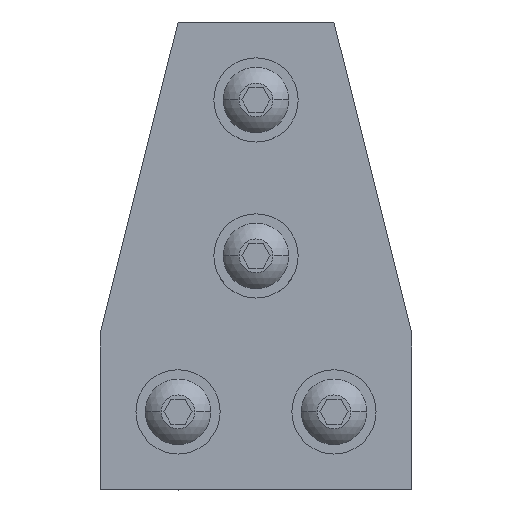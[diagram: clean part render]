
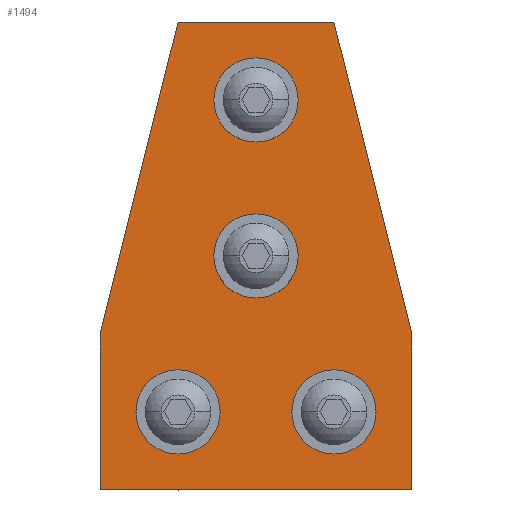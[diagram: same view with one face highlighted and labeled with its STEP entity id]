
A CAD part, top view. The second image highlights one B-rep face of the part: STEP entity #1494.
In plain terms, the highlighted planar face has unit normal (0, 0, 1).
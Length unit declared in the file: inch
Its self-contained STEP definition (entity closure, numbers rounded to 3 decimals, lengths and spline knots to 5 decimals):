
#4 = ORIENTED_EDGE ( 'NONE', *, *, #1962, .F. ) ;
#8 = EDGE_CURVE ( 'NONE', #2005, #51, #124, .T. ) ;
#21 = EDGE_CURVE ( 'NONE', #51, #345, #239, .T. ) ;
#50 = VERTEX_POINT ( 'NONE', #524 ) ;
#51 = VERTEX_POINT ( 'NONE', #525 ) ;
#56 = EDGE_CURVE ( 'NONE', #1595, #50, #674, .T. ) ;
#68 = CIRCLE ( 'NONE', #69, 0.1285 ) ;
#69 = AXIS2_PLACEMENT_3D ( 'NONE', #70, #71, #74 ) ;
#70 = CARTESIAN_POINT ( 'NONE',  ( 1., 2.5, 0.188 ) ) ;
#71 = DIRECTION ( 'NONE',  ( 0., 0., 1. ) ) ;
#74 = DIRECTION ( 'NONE',  ( 1., 0., 0. ) ) ;
#124 = LINE ( 'NONE', #125, #126 ) ;
#125 = CARTESIAN_POINT ( 'NONE',  ( 2., 0., 0.188 ) ) ;
#126 = VECTOR ( 'NONE', #127, 39.37008 ) ;
#127 = DIRECTION ( 'NONE',  ( 0., 1., 0. ) ) ;
#138 = CIRCLE ( 'NONE', #139, 0.1285 ) ;
#139 = AXIS2_PLACEMENT_3D ( 'NONE', #142, #143, #144 ) ;
#142 = CARTESIAN_POINT ( 'NONE',  ( 0.5, 0.5, 0.188 ) ) ;
#143 = DIRECTION ( 'NONE',  ( 0., 0., 1. ) ) ;
#144 = DIRECTION ( 'NONE',  ( 1., 0., 0. ) ) ;
#195 = ORIENTED_EDGE ( 'NONE', *, *, #1866, .F. ) ;
#201 = CARTESIAN_POINT ( 'NONE',  ( 0., 0., 0.188 ) ) ;
#211 = FACE_BOUND ( 'NONE', #1341, .T. ) ;
#212 = FACE_BOUND ( 'NONE', #669, .T. ) ;
#214 = FACE_BOUND ( 'NONE', #1409, .T. ) ;
#215 = FACE_BOUND ( 'NONE', #2075, .T. ) ;
#216 = FACE_OUTER_BOUND ( 'NONE', #1977, .T. ) ;
#217 = PLANE ( 'NONE',  #218 ) ;
#218 = AXIS2_PLACEMENT_3D ( 'NONE', #219, #220, #221 ) ;
#219 = CARTESIAN_POINT ( 'NONE',  ( 0., 0., 0.188 ) ) ;
#220 = DIRECTION ( 'NONE',  ( 0., 0., 1. ) ) ;
#221 = DIRECTION ( 'NONE',  ( 1., 0., 0. ) ) ;
#228 = CARTESIAN_POINT ( 'NONE',  ( 1.6285, 0.5, 0.188 ) ) ;
#230 = EDGE_CURVE ( 'NONE', #1929, #2023, #795, .T. ) ;
#239 = LINE ( 'NONE', #240, #241 ) ;
#240 = CARTESIAN_POINT ( 'NONE',  ( 2., 1., 0.188 ) ) ;
#241 = VECTOR ( 'NONE', #242, 39.37008 ) ;
#242 = DIRECTION ( 'NONE',  ( -0.243, 0.97, 0. ) ) ;
#260 = CARTESIAN_POINT ( 'NONE',  ( 0.8715, 1.5, 0.188 ) ) ;
#286 = CIRCLE ( 'NONE', #287, 0.1285 ) ;
#287 = AXIS2_PLACEMENT_3D ( 'NONE', #288, #289, #290 ) ;
#288 = CARTESIAN_POINT ( 'NONE',  ( 1.5, 0.5, 0.188 ) ) ;
#289 = DIRECTION ( 'NONE',  ( 0., 0., 1. ) ) ;
#290 = DIRECTION ( 'NONE',  ( 1., 0., 0. ) ) ;
#318 = CARTESIAN_POINT ( 'NONE',  ( 2., 0., 0.188 ) ) ;
#345 = VERTEX_POINT ( 'NONE', #862 ) ;
#346 = ORIENTED_EDGE ( 'NONE', *, *, #230, .F. ) ;
#379 = CIRCLE ( 'NONE', #380, 0.1285 ) ;
#380 = AXIS2_PLACEMENT_3D ( 'NONE', #381, #382, #383 ) ;
#381 = CARTESIAN_POINT ( 'NONE',  ( 0.5, 0.5, 0.188 ) ) ;
#382 = DIRECTION ( 'NONE',  ( 0., 0., 1. ) ) ;
#383 = DIRECTION ( 'NONE',  ( 1., 0., 0. ) ) ;
#395 = EDGE_CURVE ( 'NONE', #1986, #2070, #867, .T. ) ;
#468 = CARTESIAN_POINT ( 'NONE',  ( 0.8715, 2.5, 0.188 ) ) ;
#495 = LINE ( 'NONE', #496, #497 ) ;
#496 = CARTESIAN_POINT ( 'NONE',  ( 0., 0., 0.188 ) ) ;
#497 = VECTOR ( 'NONE', #502, 39.37008 ) ;
#502 = DIRECTION ( 'NONE',  ( 1., 0., 0. ) ) ;
#523 = CARTESIAN_POINT ( 'NONE',  ( 1.1285, 2.5, 0.188 ) ) ;
#524 = CARTESIAN_POINT ( 'NONE',  ( 1.1285, 1.5, 0.188 ) ) ;
#525 = CARTESIAN_POINT ( 'NONE',  ( 2., 1., 0.188 ) ) ;
#619 = VERTEX_POINT ( 'NONE', #948 ) ;
#669 = EDGE_LOOP ( 'NONE', ( #195, #1800 ) ) ;
#674 = CIRCLE ( 'NONE', #675, 0.1285 ) ;
#675 = AXIS2_PLACEMENT_3D ( 'NONE', #676, #677, #678 ) ;
#676 = CARTESIAN_POINT ( 'NONE',  ( 1., 1.5, 0.188 ) ) ;
#677 = DIRECTION ( 'NONE',  ( 0., 0., 1. ) ) ;
#678 = DIRECTION ( 'NONE',  ( 1., 0., 0. ) ) ;
#795 = CIRCLE ( 'NONE', #796, 0.1285 ) ;
#796 = AXIS2_PLACEMENT_3D ( 'NONE', #797, #798, #799 ) ;
#797 = CARTESIAN_POINT ( 'NONE',  ( 1., 2.5, 0.188 ) ) ;
#798 = DIRECTION ( 'NONE',  ( 0., 0., 1. ) ) ;
#799 = DIRECTION ( 'NONE',  ( 1., 0., 0. ) ) ;
#847 = LINE ( 'NONE', #848, #849 ) ;
#848 = CARTESIAN_POINT ( 'NONE',  ( 1.5, 3., 0.188 ) ) ;
#849 = VECTOR ( 'NONE', #850, 39.37008 ) ;
#850 = DIRECTION ( 'NONE',  ( -1., 0., 0. ) ) ;
#862 = CARTESIAN_POINT ( 'NONE',  ( 1.5, 3., 0.188 ) ) ;
#867 = CIRCLE ( 'NONE', #868, 0.1285 ) ;
#868 = AXIS2_PLACEMENT_3D ( 'NONE', #869, #870, #871 ) ;
#869 = CARTESIAN_POINT ( 'NONE',  ( 1.5, 0.5, 0.188 ) ) ;
#870 = DIRECTION ( 'NONE',  ( 0., 0., 1. ) ) ;
#871 = DIRECTION ( 'NONE',  ( 1., 0., 0. ) ) ;
#900 = CARTESIAN_POINT ( 'NONE',  ( 0., 1., 0.188 ) ) ;
#924 = CIRCLE ( 'NONE', #925, 0.1285 ) ;
#925 = AXIS2_PLACEMENT_3D ( 'NONE', #926, #927, #928 ) ;
#926 = CARTESIAN_POINT ( 'NONE',  ( 1., 1.5, 0.188 ) ) ;
#927 = DIRECTION ( 'NONE',  ( 0., 0., 1. ) ) ;
#928 = DIRECTION ( 'NONE',  ( 1., 0., 0. ) ) ;
#934 = CARTESIAN_POINT ( 'NONE',  ( 1.3715, 0.5, 0.188 ) ) ;
#940 = ORIENTED_EDGE ( 'NONE', *, *, #395, .F. ) ;
#947 = CARTESIAN_POINT ( 'NONE',  ( 0.3715, 0.5, 0.188 ) ) ;
#948 = CARTESIAN_POINT ( 'NONE',  ( 0.5, 3., 0.188 ) ) ;
#955 = LINE ( 'NONE', #956, #958 ) ;
#956 = CARTESIAN_POINT ( 'NONE',  ( 0.5, 3., 0.188 ) ) ;
#958 = VECTOR ( 'NONE', #959, 39.37008 ) ;
#959 = DIRECTION ( 'NONE',  ( -0.243, -0.97, 0. ) ) ;
#961 = LINE ( 'NONE', #962, #963 ) ;
#962 = CARTESIAN_POINT ( 'NONE',  ( 0., 1., 0.188 ) ) ;
#963 = VECTOR ( 'NONE', #964, 39.37008 ) ;
#964 = DIRECTION ( 'NONE',  ( 0., -1., 0. ) ) ;
#990 = CARTESIAN_POINT ( 'NONE',  ( 0.6285, 0.5, 0.188 ) ) ;
#1341 = EDGE_LOOP ( 'NONE', ( #346, #4 ) ) ;
#1409 = EDGE_LOOP ( 'NONE', ( #940, #2082 ) ) ;
#1494 = ADVANCED_FACE ( 'NONE', ( #211, #212, #214, #215, #216 ), #217, .T. ) ;
#1595 = VERTEX_POINT ( 'NONE', #260 ) ;
#1800 = ORIENTED_EDGE ( 'NONE', *, *, #56, .F. ) ;
#1803 = ORIENTED_EDGE ( 'NONE', *, *, #1877, .T. ) ;
#1821 = ORIENTED_EDGE ( 'NONE', *, *, #21, .T. ) ;
#1864 = ORIENTED_EDGE ( 'NONE', *, *, #2056, .T. ) ;
#1866 = EDGE_CURVE ( 'NONE', #50, #1595, #924, .T. ) ;
#1875 = VERTEX_POINT ( 'NONE', #947 ) ;
#1877 = EDGE_CURVE ( 'NONE', #619, #2064, #955, .T. ) ;
#1883 = VERTEX_POINT ( 'NONE', #990 ) ;
#1902 = ORIENTED_EDGE ( 'NONE', *, *, #2157, .F. ) ;
#1914 = ORIENTED_EDGE ( 'NONE', *, *, #2076, .T. ) ;
#1926 = EDGE_CURVE ( 'NONE', #2125, #2005, #495, .T. ) ;
#1929 = VERTEX_POINT ( 'NONE', #523 ) ;
#1962 = EDGE_CURVE ( 'NONE', #2023, #1929, #68, .T. ) ;
#1970 = EDGE_CURVE ( 'NONE', #1883, #1875, #138, .T. ) ;
#1977 = EDGE_LOOP ( 'NONE', ( #1914, #2065, #2034, #1821, #1864, #1803 ) ) ;
#1986 = VERTEX_POINT ( 'NONE', #228 ) ;
#1999 = EDGE_CURVE ( 'NONE', #2070, #1986, #286, .T. ) ;
#2005 = VERTEX_POINT ( 'NONE', #318 ) ;
#2023 = VERTEX_POINT ( 'NONE', #468 ) ;
#2034 = ORIENTED_EDGE ( 'NONE', *, *, #8, .T. ) ;
#2045 = ORIENTED_EDGE ( 'NONE', *, *, #1970, .F. ) ;
#2056 = EDGE_CURVE ( 'NONE', #345, #619, #847, .T. ) ;
#2064 = VERTEX_POINT ( 'NONE', #900 ) ;
#2065 = ORIENTED_EDGE ( 'NONE', *, *, #1926, .T. ) ;
#2070 = VERTEX_POINT ( 'NONE', #934 ) ;
#2075 = EDGE_LOOP ( 'NONE', ( #2045, #1902 ) ) ;
#2076 = EDGE_CURVE ( 'NONE', #2064, #2125, #961, .T. ) ;
#2082 = ORIENTED_EDGE ( 'NONE', *, *, #1999, .F. ) ;
#2125 = VERTEX_POINT ( 'NONE', #201 ) ;
#2157 = EDGE_CURVE ( 'NONE', #1875, #1883, #379, .T. ) ;
